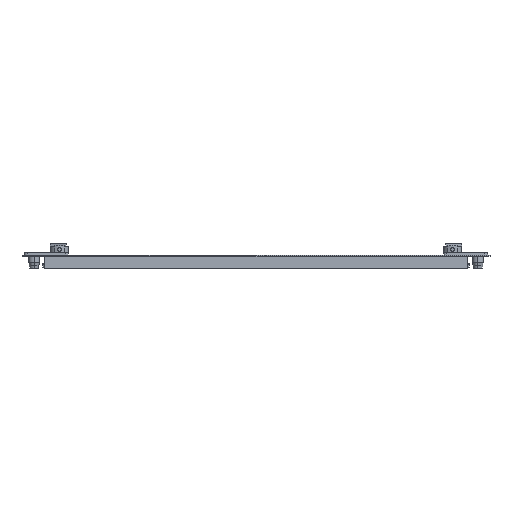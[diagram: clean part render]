
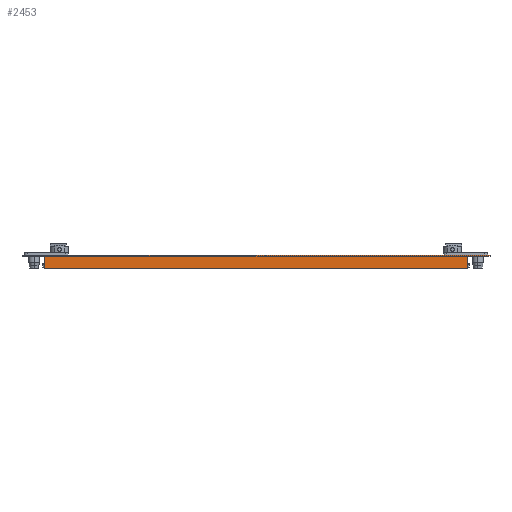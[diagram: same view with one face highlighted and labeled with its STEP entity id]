
A CAD part, front view. The second image highlights one B-rep face of the part: STEP entity #2453.
In plain terms, the highlighted face is planar.
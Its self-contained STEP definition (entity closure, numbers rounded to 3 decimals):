
#174=DIRECTION('',(-1.,0.,0.));
#175=VECTOR('',#174,17.);
#176=CARTESIAN_POINT('',(-208.,175.,0.));
#177=LINE('',#176,#175);
#209=DIRECTION('',(-1.,0.,0.));
#210=VECTOR('',#209,17.);
#211=CARTESIAN_POINT('',(125.,175.,0.));
#212=LINE('',#211,#210);
#620=DIRECTION('',(1.,0.,0.));
#621=VECTOR('',#620,350.);
#622=CARTESIAN_POINT('',(-225.,175.,1.));
#623=LINE('',#622,#621);
#1036=DIRECTION('',(0.,0.,-1.));
#1037=VECTOR('',#1036,1.);
#1038=CARTESIAN_POINT('',(-225.,175.,1.));
#1039=LINE('',#1038,#1037);
#1043=DIRECTION('',(0.,0.,-1.));
#1044=VECTOR('',#1043,9.);
#1045=CARTESIAN_POINT('',(-208.,175.,0.));
#1046=LINE('',#1045,#1044);
#1050=DIRECTION('',(1.,0.,0.));
#1051=VECTOR('',#1050,316.);
#1052=CARTESIAN_POINT('',(-208.,175.,-9.));
#1053=LINE('',#1052,#1051);
#1092=DIRECTION('',(0.,0.,-1.));
#1093=VECTOR('',#1092,9.);
#1094=CARTESIAN_POINT('',(108.,175.,0.));
#1095=LINE('',#1094,#1093);
#1120=DIRECTION('',(0.,0.,-1.));
#1121=VECTOR('',#1120,1.);
#1122=CARTESIAN_POINT('',(125.,175.,1.));
#1123=LINE('',#1122,#1121);
#1635=CARTESIAN_POINT('',(-208.,175.,0.));
#1636=VERTEX_POINT('',#1635);
#1637=CARTESIAN_POINT('',(-225.,175.,0.));
#1638=VERTEX_POINT('',#1637);
#1651=CARTESIAN_POINT('',(125.,175.,0.));
#1652=VERTEX_POINT('',#1651);
#1653=CARTESIAN_POINT('',(108.,175.,0.));
#1654=VERTEX_POINT('',#1653);
#1755=CARTESIAN_POINT('',(-208.,175.,-9.));
#1756=CARTESIAN_POINT('',(108.,175.,-9.));
#1757=VERTEX_POINT('',#1755);
#1758=VERTEX_POINT('',#1756);
#1759=CARTESIAN_POINT('',(-225.,175.,1.));
#1760=CARTESIAN_POINT('',(125.,175.,1.));
#1761=VERTEX_POINT('',#1759);
#1762=VERTEX_POINT('',#1760);
#2434=CARTESIAN_POINT('',(125.,175.,0.));
#2435=DIRECTION('',(0.,1.,0.));
#2436=DIRECTION('',(-1.,0.,0.));
#2437=AXIS2_PLACEMENT_3D('',#2434,#2435,#2436);
#2438=PLANE('',#2437);
#2439=ORIENTED_EDGE('',*,*,#2105,.F.);
#2440=ORIENTED_EDGE('',*,*,#2429,.T.);
#2441=ORIENTED_EDGE('',*,*,#1912,.F.);
#2443=ORIENTED_EDGE('',*,*,#2442,.T.);
#2445=ORIENTED_EDGE('',*,*,#2444,.T.);
#2447=ORIENTED_EDGE('',*,*,#2446,.F.);
#2448=ORIENTED_EDGE('',*,*,#1928,.F.);
#2450=ORIENTED_EDGE('',*,*,#2449,.F.);
#2451=EDGE_LOOP('',(#2439,#2440,#2441,#2443,#2445,#2447,#2448,#2450));
#2452=FACE_OUTER_BOUND('',#2451,.F.);
#1912=EDGE_CURVE('',#1636,#1638,#177,.T.);
#1928=EDGE_CURVE('',#1652,#1654,#212,.T.);
#2105=EDGE_CURVE('',#1761,#1762,#623,.T.);
#2429=EDGE_CURVE('',#1761,#1638,#1039,.T.);
#2442=EDGE_CURVE('',#1636,#1757,#1046,.T.);
#2444=EDGE_CURVE('',#1757,#1758,#1053,.T.);
#2446=EDGE_CURVE('',#1654,#1758,#1095,.T.);
#2449=EDGE_CURVE('',#1762,#1652,#1123,.T.);
#2453=ADVANCED_FACE('',(#2452),#2438,.T.);
